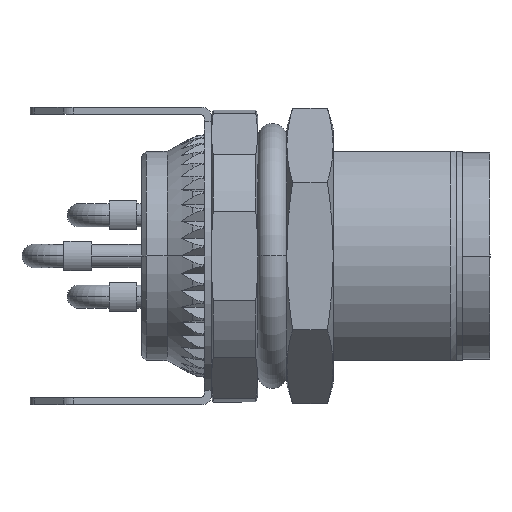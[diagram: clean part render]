
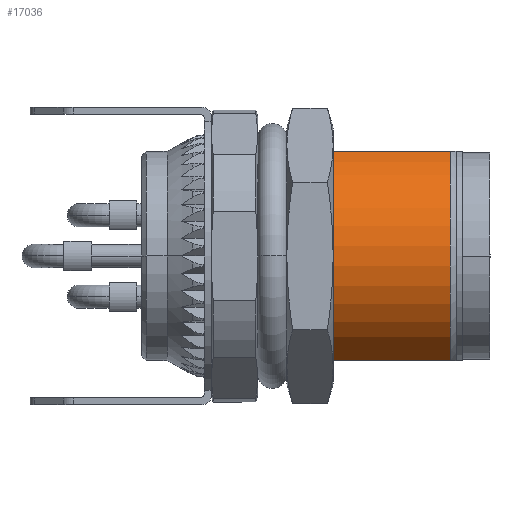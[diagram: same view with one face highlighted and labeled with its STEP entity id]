
A CAD part, front view. The second image highlights one B-rep face of the part: STEP entity #17036.
In plain terms, the highlighted cylindrical face has radius 5 mm (diameter 10 mm), a partial arc.
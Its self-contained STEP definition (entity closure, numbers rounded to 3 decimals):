
#5802=CARTESIAN_POINT('',(-6.75,0.,0.));
#5803=DIRECTION('',(-1.,0.,0.));
#5804=DIRECTION('',(0.,-0.436,-0.9));
#5805=AXIS2_PLACEMENT_3D('',#5802,#5803,#5804);
#6023=CARTESIAN_POINT('',(-1.712,-2.179,
-4.5));
#6060=CARTESIAN_POINT('',(-1.712,0.,
0.));
#6061=DIRECTION('',(-1.,0.,0.));
#6062=DIRECTION('',(0.,-0.436,-0.9));
#6063=AXIS2_PLACEMENT_3D('',#6060,#6061,#6062);
#6078=CARTESIAN_POINT('',(-1.712,-2.179,
4.5));
#6084=DIRECTION('',(-1.,0.,0.));
#6085=VECTOR('',#6084,5.038);
#6086=CARTESIAN_POINT('',(-1.712,-2.179,
4.5));
#6087=LINE('',#6086,#6085);
#6139=DIRECTION('',(-1.,0.,0.));
#6140=VECTOR('',#6139,5.038);
#6141=CARTESIAN_POINT('',(-1.712,-2.179,
-4.5));
#6142=LINE('',#6141,#6140);
#8280=CARTESIAN_POINT('',(-6.75,-2.179,4.5));
#8282=VERTEX_POINT('',#8280);
#8363=CARTESIAN_POINT('',(-6.75,-2.179,-4.5));
#8365=VERTEX_POINT('',#8363);
#8549=VERTEX_POINT('',#6023);
#8550=VERTEX_POINT('',#6078);
#17025=CARTESIAN_POINT('',(-10.167,0.,0.));
#17026=DIRECTION('',(1.,0.,0.));
#17027=DIRECTION('',(0.,0.,-1.));
#17028=AXIS2_PLACEMENT_3D('',#17025,#17026,#17027);
#17029=CYLINDRICAL_SURFACE('',#17028,5.);
#17030=ORIENTED_EDGE('',*,*,#16923,.F.);
#17031=ORIENTED_EDGE('',*,*,#16910,.T.);
#17032=ORIENTED_EDGE('',*,*,#16590,.T.);
#17033=ORIENTED_EDGE('',*,*,#16950,.F.);
#17034=EDGE_LOOP('',(#17030,#17031,#17032,#17033));
#17035=FACE_OUTER_BOUND('',#17034,.F.);
#17036=ADVANCED_FACE('',(#17035),#17029,.T.);
#5806=CIRCLE('',#5805,5.);
#6064=CIRCLE('',#6063,5.);
#16590=EDGE_CURVE('',#8365,#8282,#5806,.T.);
#16910=EDGE_CURVE('',#8549,#8365,#6142,.T.);
#16923=EDGE_CURVE('',#8549,#8550,#6064,.T.);
#16950=EDGE_CURVE('',#8550,#8282,#6087,.T.);
